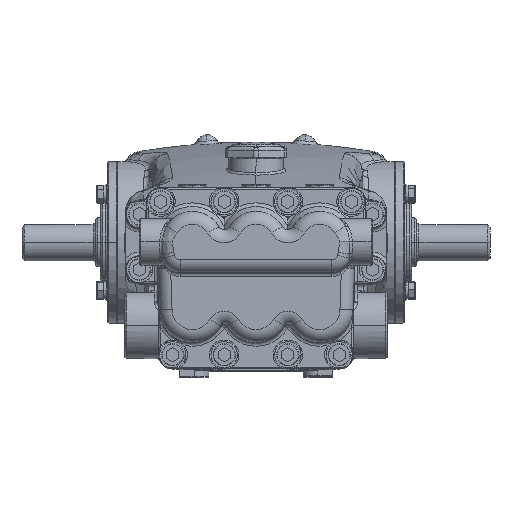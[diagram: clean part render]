
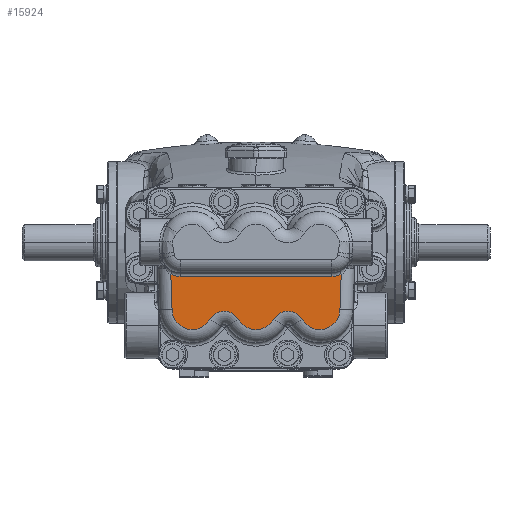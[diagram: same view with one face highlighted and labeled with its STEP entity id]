
A CAD part, top view. The second image highlights one B-rep face of the part: STEP entity #15924.
In plain terms, the highlighted planar face has unit normal (0, 0, 1).
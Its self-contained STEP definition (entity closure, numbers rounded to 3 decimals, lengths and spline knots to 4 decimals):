
#2277 = EDGE_CURVE ( 'NONE', #105729, #67059, #78711, .T. ) ;
#3409 = CARTESIAN_POINT ( 'NONE',  ( -2.6969, -2.1764, 13.7992 ) ) ;
#3677 = VERTEX_POINT ( 'NONE', #78937 ) ;
#4942 = VECTOR ( 'NONE', #100176, 39.3701 ) ;
#5305 = FACE_OUTER_BOUND ( 'NONE', #51074, .T. ) ;
#5543 = LINE ( 'NONE', #40072, #4942 ) ;
#5852 = DIRECTION ( 'NONE',  ( 1., 0., 0. ) ) ;
#8147 = CARTESIAN_POINT ( 'NONE',  ( 2.6978, -2.1615, 13.7992 ) ) ;
#10727 = AXIS2_PLACEMENT_3D ( 'NONE', #45002, #86948, #97141 ) ;
#10924 = CARTESIAN_POINT ( 'NONE',  ( 0., -2.1764, 13.7992 ) ) ;
#10960 = CARTESIAN_POINT ( 'NONE',  ( 3.1109, -2.1764, 13.7992 ) ) ;
#11386 = CIRCLE ( 'NONE', #74683, 0.5315 ) ;
#14363 = EDGE_CURVE ( 'NONE', #86575, #90616, #72517, .T. ) ;
#15440 = CARTESIAN_POINT ( 'NONE',  ( -2.6973, -2.1764, 13.7992 ) ) ;
#15924 = ADVANCED_FACE ( 'NONE', ( #5305 ), #39850, .T. ) ;
#18405 = ORIENTED_EDGE ( 'NONE', *, *, #34007, .F. ) ;
#20960 = EDGE_CURVE ( 'NONE', #3677, #53392, #69316, .T. ) ;
#22184 = ORIENTED_EDGE ( 'NONE', *, *, #20960, .F. ) ;
#22824 = CARTESIAN_POINT ( 'NONE',  ( -3.1109, -2.1764, 13.7992 ) ) ;
#23910 = DIRECTION ( 'NONE',  ( 0., 0., 1. ) ) ;
#24025 = CARTESIAN_POINT ( 'NONE',  ( -2.4409, -1.1134, 13.7992 ) ) ;
#24052 = DIRECTION ( 'NONE',  ( -1., 0., 0. ) ) ;
#25318 = DIRECTION ( 'NONE',  ( 0., 0., -1. ) ) ;
#25869 = DIRECTION ( 'NONE',  ( -1., 0., 0. ) ) ;
#26228 = DIRECTION ( 'NONE',  ( 0., 0., 1. ) ) ;
#29662 = DIRECTION ( 'NONE',  ( 0., 0., 1. ) ) ;
#33294 = EDGE_CURVE ( 'NONE', #53158, #71569, #39409, .T. ) ;
#34007 = EDGE_CURVE ( 'NONE', #90616, #3677, #84094, .T. ) ;
#34404 = CARTESIAN_POINT ( 'NONE',  ( -1.4843, -2.5005, 13.7992 ) ) ;
#36722 = ORIENTED_EDGE ( 'NONE', *, *, #33294, .T. ) ;
#37847 = CIRCLE ( 'NONE', #83046, 0.5315 ) ;
#38674 = CARTESIAN_POINT ( 'NONE',  ( 2.4409, -1.1134, 13.7992 ) ) ;
#39409 = CIRCLE ( 'NONE', #91913, 0.6496 ) ;
#39582 = CARTESIAN_POINT ( 'NONE',  ( -0.563, -2.5005, 13.7992 ) ) ;
#39850 = PLANE ( 'NONE',  #56245 ) ;
#40072 = CARTESIAN_POINT ( 'NONE',  ( -2.6978, -2.1615, 13.7992 ) ) ;
#41144 = CARTESIAN_POINT ( 'NONE',  ( 1.4843, -2.5005, 13.7992 ) ) ;
#42936 = EDGE_CURVE ( 'NONE', #87461, #65435, #5543, .T. ) ;
#43795 = DIRECTION ( 'NONE',  ( 1., 0., 0. ) ) ;
#44338 = AXIS2_PLACEMENT_3D ( 'NONE', #10924, #53406, #43795 ) ;
#44564 = CARTESIAN_POINT ( 'NONE',  ( 2.0472, -2.1764, 13.7992 ) ) ;
#45002 = CARTESIAN_POINT ( 'NONE',  ( -2.4409, -0.4048, 13.7992 ) ) ;
#46696 = CARTESIAN_POINT ( 'NONE',  ( 0., -2.1764, 13.7992 ) ) ;
#48795 = DIRECTION ( 'NONE',  ( -1., 0., 0. ) ) ;
#50651 = DIRECTION ( 'NONE',  ( 0., 0., -1. ) ) ;
#51074 = EDGE_LOOP ( 'NONE', ( #66107, #99526, #75977, #60603, #36722, #97604, #78528, #67221, #56171, #22184, #18405, #87989 ) ) ;
#53158 = VERTEX_POINT ( 'NONE', #3409 ) ;
#53392 = VERTEX_POINT ( 'NONE', #112105 ) ;
#53406 = DIRECTION ( 'NONE',  ( 0., 0., 1. ) ) ;
#53651 = VERTEX_POINT ( 'NONE', #41144 ) ;
#53976 = DIRECTION ( 'NONE',  ( 1., 0., 0. ) ) ;
#54565 = DIRECTION ( 'NONE',  ( -1., 0., 0. ) ) ;
#56171 = ORIENTED_EDGE ( 'NONE', *, *, #101072, .F. ) ;
#56245 = AXIS2_PLACEMENT_3D ( 'NONE', #46696, #29662, #64216 ) ;
#59168 = CIRCLE ( 'NONE', #100873, 0.6496 ) ;
#59525 = CIRCLE ( 'NONE', #10727, 0.7087 ) ;
#59958 = VECTOR ( 'NONE', #48795, 39.3701 ) ;
#60603 = ORIENTED_EDGE ( 'NONE', *, *, #73347, .T. ) ;
#64216 = DIRECTION ( 'NONE',  ( 1., 0., 0. ) ) ;
#65435 = VERTEX_POINT ( 'NONE', #15440 ) ;
#66107 = ORIENTED_EDGE ( 'NONE', *, *, #107964, .T. ) ;
#67059 = VERTEX_POINT ( 'NONE', #97395 ) ;
#67221 = ORIENTED_EDGE ( 'NONE', *, *, #95319, .F. ) ;
#67446 = LINE ( 'NONE', #109985, #59958 ) ;
#68236 = DIRECTION ( 'NONE',  ( 0., 0., 1. ) ) ;
#68811 = EDGE_CURVE ( 'NONE', #95942, #87461, #59525, .T. ) ;
#69281 = CARTESIAN_POINT ( 'NONE',  ( -2.0472, -2.1764, 13.7992 ) ) ;
#69316 = LINE ( 'NONE', #10960, #87994 ) ;
#70557 = EDGE_CURVE ( 'NONE', #71569, #105729, #11386, .T. ) ;
#71216 = VECTOR ( 'NONE', #5852, 39.3701 ) ;
#71569 = VERTEX_POINT ( 'NONE', #34404 ) ;
#72517 = CIRCLE ( 'NONE', #110524, 0.7087 ) ;
#73347 = EDGE_CURVE ( 'NONE', #65435, #53158, #83470, .T. ) ;
#74683 = AXIS2_PLACEMENT_3D ( 'NONE', #94881, #50651, #92625 ) ;
#75977 = ORIENTED_EDGE ( 'NONE', *, *, #42936, .T. ) ;
#76740 = CARTESIAN_POINT ( 'NONE',  ( 2.4409, -0.4048, 13.7992 ) ) ;
#77821 = DIRECTION ( 'NONE',  ( -0.036, -0.999, 0. ) ) ;
#78528 = ORIENTED_EDGE ( 'NONE', *, *, #2277, .T. ) ;
#78711 = CIRCLE ( 'NONE', #44338, 0.6496 ) ;
#78937 = CARTESIAN_POINT ( 'NONE',  ( 2.6973, -2.1764, 13.7992 ) ) ;
#81158 = VECTOR ( 'NONE', #77821, 39.3701 ) ;
#83046 = AXIS2_PLACEMENT_3D ( 'NONE', #91400, #23910, #84009 ) ;
#83470 = LINE ( 'NONE', #22824, #71216 ) ;
#84009 = DIRECTION ( 'NONE',  ( -1., 0., 0. ) ) ;
#84094 = LINE ( 'NONE', #8147, #81158 ) ;
#86575 = VERTEX_POINT ( 'NONE', #38674 ) ;
#86948 = DIRECTION ( 'NONE',  ( 0., 0., -1. ) ) ;
#87461 = VERTEX_POINT ( 'NONE', #90839 ) ;
#87989 = ORIENTED_EDGE ( 'NONE', *, *, #14363, .F. ) ;
#87994 = VECTOR ( 'NONE', #54565, 39.3701 ) ;
#88312 = CARTESIAN_POINT ( 'NONE',  ( 2.7379, -1.0482, 13.7992 ) ) ;
#90616 = VERTEX_POINT ( 'NONE', #88312 ) ;
#90839 = CARTESIAN_POINT ( 'NONE',  ( -2.7379, -1.0482, 13.7992 ) ) ;
#91400 = CARTESIAN_POINT ( 'NONE',  ( 1.0236, -2.7657, 13.7992 ) ) ;
#91913 = AXIS2_PLACEMENT_3D ( 'NONE', #69281, #26228, #53976 ) ;
#92625 = DIRECTION ( 'NONE',  ( 1., 0., 0. ) ) ;
#94881 = CARTESIAN_POINT ( 'NONE',  ( -1.0236, -2.7657, 13.7992 ) ) ;
#95319 = EDGE_CURVE ( 'NONE', #53651, #67059, #37847, .T. ) ;
#95942 = VERTEX_POINT ( 'NONE', #24025 ) ;
#97141 = DIRECTION ( 'NONE',  ( 1., 0., 0. ) ) ;
#97395 = CARTESIAN_POINT ( 'NONE',  ( 0.563, -2.5005, 13.7992 ) ) ;
#97604 = ORIENTED_EDGE ( 'NONE', *, *, #70557, .T. ) ;
#99526 = ORIENTED_EDGE ( 'NONE', *, *, #68811, .T. ) ;
#100176 = DIRECTION ( 'NONE',  ( 0.036, -0.999, 0. ) ) ;
#100873 = AXIS2_PLACEMENT_3D ( 'NONE', #44564, #25318, #25869 ) ;
#101072 = EDGE_CURVE ( 'NONE', #53392, #53651, #59168, .T. ) ;
#105729 = VERTEX_POINT ( 'NONE', #39582 ) ;
#107964 = EDGE_CURVE ( 'NONE', #86575, #95942, #67446, .T. ) ;
#109985 = CARTESIAN_POINT ( 'NONE',  ( 0., -1.1134, 13.7992 ) ) ;
#110524 = AXIS2_PLACEMENT_3D ( 'NONE', #76740, #68236, #24052 ) ;
#112105 = CARTESIAN_POINT ( 'NONE',  ( 2.6969, -2.1764, 13.7992 ) ) ;
